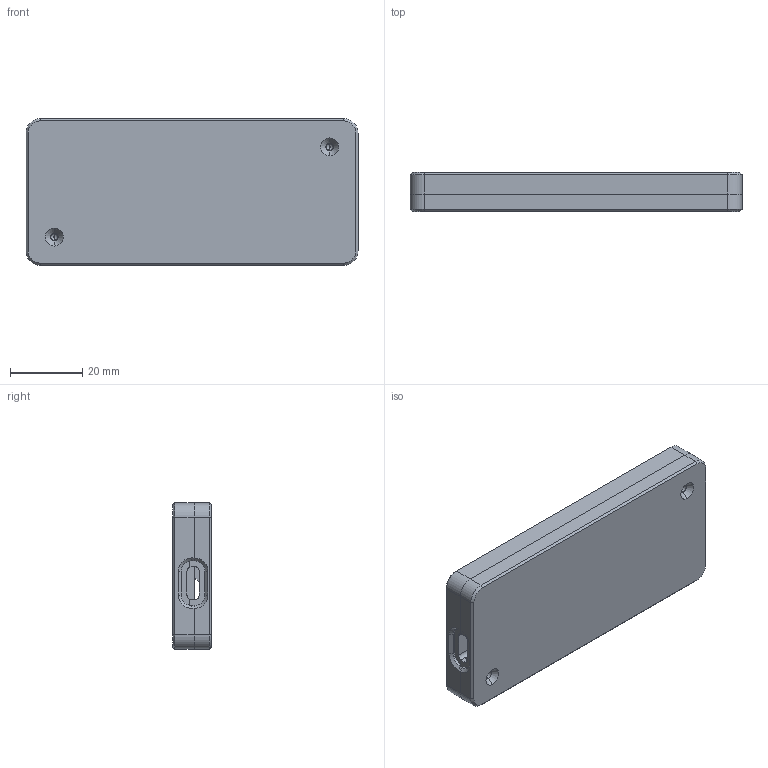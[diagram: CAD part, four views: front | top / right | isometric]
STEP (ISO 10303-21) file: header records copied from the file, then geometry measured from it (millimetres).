
FILE_DESCRIPTION (( 'STEP AP203' ), '1' );
FILE_NAME ('DAC-Case-RevOO-NoLogo.STEP', '2023-07-29T02:17:18', ( '' ), ( '' ), 'SwSTEP 2.0', 'SolidWorks 2020', '' );
FILE_SCHEMA (( 'CONFIG_CONTROL_DESIGN' ));
Length unit declared in the file: millimetre
Products named in the file (1): DAC-Case-RevOO-NoLogo
Bounding box: 92.2 x 10.8 x 40.7 mm (x, y, z)
Volume: 23602 mm3; surface area: 20335.7 mm2
Topology: 2 solids, 2 shells, 264 faces, 690 edges, 446 vertices
Faces by surface type: plane 139, cylinder 95, cone 20, torus 8, bspline 2
Entity records: 8259 total; most frequent: CARTESIAN_POINT 1494, DIRECTION 1442, ORIENTED_EDGE 1380, EDGE_CURVE 690, AXIS2_PLACEMENT_3D 502, VERTEX_POINT 446, VECTOR 438, LINE 438
